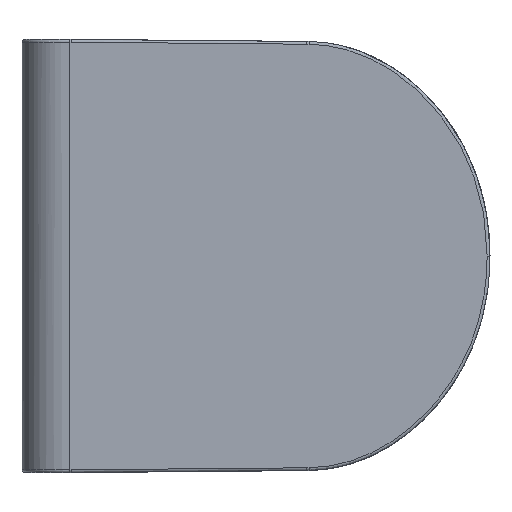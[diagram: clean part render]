
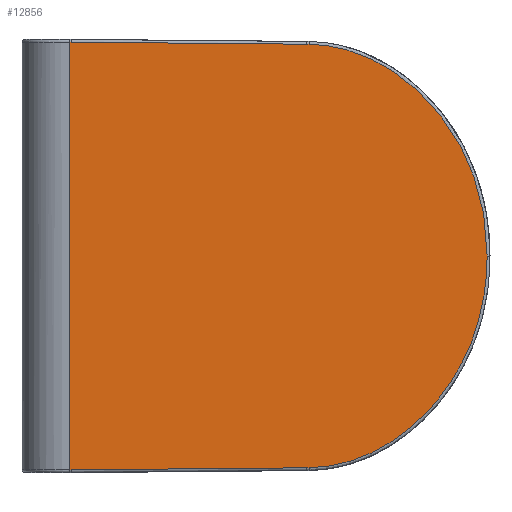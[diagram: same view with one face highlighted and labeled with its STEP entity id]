
A CAD part, front view. The second image highlights one B-rep face of the part: STEP entity #12856.
In plain terms, the highlighted planar face has unit normal (-0.018, -1, 0).
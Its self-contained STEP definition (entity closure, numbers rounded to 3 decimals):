
#9441=CARTESIAN_POINT(' ',(61.672,-72.077,0.));
#9442=VERTEX_POINT(' ',#9441);
#9456=CARTESIAN_POINT(' ',(10.306,-71.18,-61.087));
#9461=CARTESIAN_POINT(' ',(13.265,-71.232,-61.036));
#9466=CARTESIAN_POINT(' ',(16.163,-71.283,-60.678));
#9471=CARTESIAN_POINT(' ',(22.381,-71.391,-59.266));
#9476=CARTESIAN_POINT(' ',(25.667,-71.449,-58.087));
#9481=CARTESIAN_POINT(' ',(31.466,-71.55,-55.253));
#9486=CARTESIAN_POINT(' ',(34.023,-71.594,-53.704));
#9491=CARTESIAN_POINT(' ',(42.413,-71.741,-47.622));
#9496=CARTESIAN_POINT(' ',(47.505,-71.83,-42.085));
#9501=CARTESIAN_POINT(' ',(53.768,-71.939,-32.347));
#9506=CARTESIAN_POINT(' ',(55.7,-71.973,-28.539));
#9511=CARTESIAN_POINT(' ',(58.291,-72.018,-21.851));
#9516=CARTESIAN_POINT(' ',(59.152,-72.033,-19.065));
#9521=CARTESIAN_POINT(' ',(60.629,-72.059,-12.85));
#9526=CARTESIAN_POINT(' ',(61.162,-72.068,-9.404));
#9531=CARTESIAN_POINT(' ',(61.596,-72.076,-3.954));
#9536=CARTESIAN_POINT(' ',(61.672,-72.077,-1.984));
#9541=CARTESIAN_POINT(' ',(61.672,-72.077,0.));
#9546=B_SPLINE_CURVE_WITH_KNOTS('',3,(#9456,#9461,#9466,#9471,#9476,#9481,#9486,#9491,#9496,#9501,#9506,#9511,#9516,#9521,#9526,#9531,#9536,#9541),.UNSPECIFIED.,.F.,.U.,(4,2,2,2,2,2,2,2,4),(0.,0.1,0.22,0.32,0.569,0.713,0.813,0.933,1.),.UNSPECIFIED.);
#9551=CARTESIAN_POINT(' ',(10.306,-71.18,-61.087));
#9552=VERTEX_POINT(' ',#9551);
#9556=EDGE_CURVE(' ',#9552,#9442,#9546,.T.);
#9671=CARTESIAN_POINT(' ',(10.306,-71.18,-61.087));
#9676=DIRECTION(' ',(-1.,0.017,-0.009));
#9681=VECTOR(' ',#9676,1.);
#9686=LINE('',#9671,#9681);
#9691=CARTESIAN_POINT(' ',(9.557,-71.167,-61.093));
#9692=VERTEX_POINT(' ',#9691);
#9696=EDGE_CURVE(' ',#9552,#9692,#9686,.T.);
#9796=CARTESIAN_POINT(' ',(9.557,-71.167,-61.093));
#9801=DIRECTION(' ',(-1.,0.017,-0.009));
#9806=VECTOR(' ',#9801,1.);
#9811=LINE('',#9796,#9806);
#9816=CARTESIAN_POINT(' ',(-58.327,-69.983,-61.686));
#9817=VERTEX_POINT(' ',#9816);
#9821=EDGE_CURVE(' ',#9692,#9817,#9811,.T.);
#12496=CARTESIAN_POINT(' ',(10.306,-71.18,61.087));
#12497=VERTEX_POINT(' ',#12496);
#12511=CARTESIAN_POINT(' ',(61.672,-72.077,0.));
#12516=CARTESIAN_POINT(' ',(61.672,-72.077,6.111));
#12521=CARTESIAN_POINT(' ',(60.944,-72.064,12.164));
#12526=CARTESIAN_POINT(' ',(58.608,-72.024,20.872));
#12531=CARTESIAN_POINT(' ',(57.659,-72.007,23.643));
#12536=CARTESIAN_POINT(' ',(55.389,-71.967,29.026));
#12541=CARTESIAN_POINT(' ',(54.068,-71.944,31.637));
#12546=CARTESIAN_POINT(' ',(48.084,-71.84,41.657));
#12551=CARTESIAN_POINT(' ',(41.924,-71.732,48.386));
#12556=CARTESIAN_POINT(' ',(32.062,-71.56,54.908));
#12561=CARTESIAN_POINT(' ',(29.444,-71.515,56.336));
#12566=CARTESIAN_POINT(' ',(22.118,-71.387,59.492));
#12571=CARTESIAN_POINT(' ',(17.241,-71.302,60.703));
#12576=CARTESIAN_POINT(' ',(11.558,-71.202,61.052));
#12581=CARTESIAN_POINT(' ',(10.933,-71.191,61.076));
#12586=CARTESIAN_POINT(' ',(10.306,-71.18,61.087));
#12591=B_SPLINE_CURVE_WITH_KNOTS('',3,(#12511,#12516,#12521,#12526,#12531,#12536,#12541,#12546,#12551,#12556,#12561,#12566,#12571,#12576,#12581,#12586),.UNSPECIFIED.,.F.,.U.,(4,2,2,2,2,2,2,4),(0.,0.207,0.307,0.407,0.706,0.806,0.979,1.),.UNSPECIFIED.);
#12596=EDGE_CURVE(' ',#9442,#12497,#12591,.T.);
#12631=DIRECTION(' ',(-0.017,-1.,0.));
#12636=CARTESIAN_POINT(' ',(-58.744,-69.975,-61.686));
#12641=DIRECTION(' ',(1.,-0.017,0.));
#12646=AXIS2_PLACEMENT_3D(' ',#12636,#12631,#12641);
#12651=PLANE('',#12646);
#12656=CARTESIAN_POINT(' ',(10.306,-71.18,61.087));
#12661=DIRECTION(' ',(-1.,0.017,0.009));
#12666=VECTOR(' ',#12661,1.);
#12671=LINE('',#12656,#12666);
#12676=CARTESIAN_POINT(' ',(9.557,-71.167,61.094));
#12677=VERTEX_POINT(' ',#12676);
#12681=EDGE_CURVE(' ',#12497,#12677,#12671,.T.);
#12686=ORIENTED_EDGE(' ',*,*,#12681,.T.);
#12691=CARTESIAN_POINT(' ',(9.557,-71.167,61.094));
#12696=DIRECTION(' ',(-1.,0.017,0.009));
#12701=VECTOR(' ',#12696,1.);
#12706=LINE('',#12691,#12701);
#12711=CARTESIAN_POINT(' ',(-58.327,-69.983,61.686));
#12712=VERTEX_POINT(' ',#12711);
#12716=EDGE_CURVE(' ',#12677,#12712,#12706,.T.);
#12721=ORIENTED_EDGE(' ',*,*,#12716,.T.);
#12726=CARTESIAN_POINT(' ',(-58.327,-69.983,61.686));
#12731=DIRECTION(' ',(-1.,0.017,0.001));
#12736=VECTOR(' ',#12731,1.);
#12741=LINE('',#12726,#12736);
#12746=CARTESIAN_POINT(' ',(-58.744,-69.975,61.686));
#12747=VERTEX_POINT(' ',#12746);
#12751=EDGE_CURVE(' ',#12712,#12747,#12741,.T.);
#12756=ORIENTED_EDGE(' ',*,*,#12751,.T.);
#12761=CARTESIAN_POINT(' ',(-58.744,-69.975,-61.686));
#12766=DIRECTION(' ',(0.,0.,1.));
#12771=VECTOR(' ',#12766,1.);
#12776=LINE('',#12761,#12771);
#12781=CARTESIAN_POINT(' ',(-58.744,-69.975,-61.686));
#12782=VERTEX_POINT(' ',#12781);
#12786=EDGE_CURVE(' ',#12782,#12747,#12776,.T.);
#12791=ORIENTED_EDGE(' ',*,*,#12786,.F.);
#12796=CARTESIAN_POINT(' ',(-58.327,-69.983,-61.686));
#12801=DIRECTION(' ',(-1.,0.017,-0.001));
#12806=VECTOR(' ',#12801,1.);
#12811=LINE('',#12796,#12806);
#12816=EDGE_CURVE(' ',#9817,#12782,#12811,.T.);
#12821=ORIENTED_EDGE(' ',*,*,#12816,.F.);
#12826=ORIENTED_EDGE(' ',*,*,#9821,.F.);
#12831=ORIENTED_EDGE(' ',*,*,#9696,.F.);
#12836=ORIENTED_EDGE(' ',*,*,#9556,.T.);
#12841=ORIENTED_EDGE(' ',*,*,#12596,.T.);
#12846=EDGE_LOOP(' ',(#12686,#12721,#12756,#12791,#12821,#12826,#12831,#12836,#12841));
#12851=FACE_OUTER_BOUND(' ',#12846,.T.);
#12856=ADVANCED_FACE('',(#12851),#12651,.T.);
